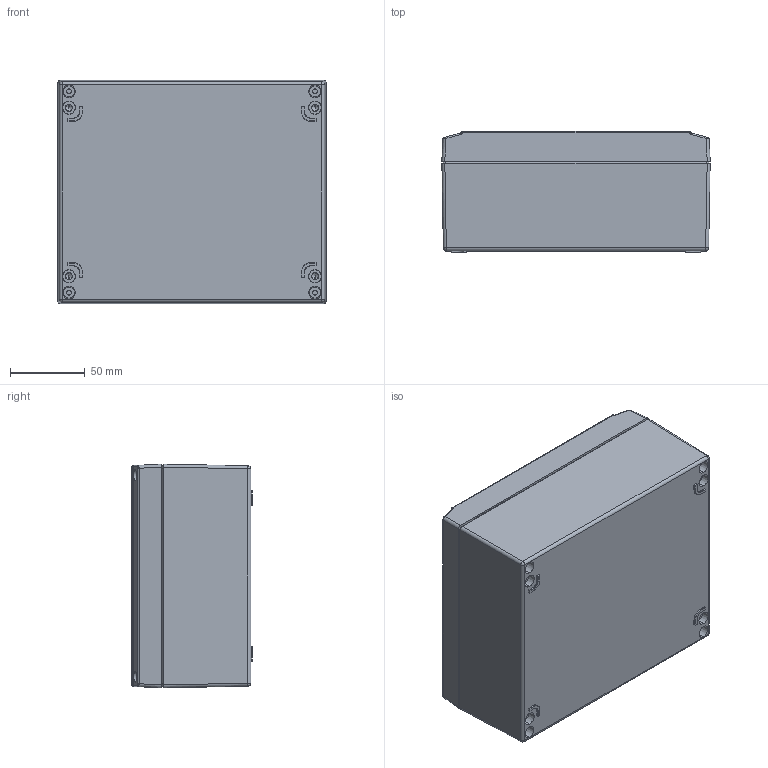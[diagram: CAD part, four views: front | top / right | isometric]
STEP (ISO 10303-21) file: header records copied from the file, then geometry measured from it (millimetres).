
FILE_DESCRIPTION (( 'STEP AP214' ), '1' );
FILE_NAME ('04151808.STEP', '2011-07-28T07:40:05', ( 'RS2PC427' ), ( '' ), 'SwSTEP 2.0', 'SolidWorks 2010', '' );
FILE_SCHEMA (( 'AUTOMOTIVE_DESIGN' ));
Length unit declared in the file: millimetre
Products named in the file (4): 01180_Bearbeitet; 02180; 93132; 04151808
Assembly tree (6 placements, depth 2):
  04151808
    93132  x4
    01180_Bearbeitet
    02180
Bounding box: 180 x 81 x 150 mm (x, y, z)
Volume: 413309.4 mm3; surface area: 219974.3 mm2
Topology: 6 solids, 6 shells, 1059 faces, 2476 edges, 1436 vertices
Faces by surface type: cylinder 286, bspline 248, plane 245, cone 184, torus 76, sphere 20
Entity records: 33029 total; most frequent: CARTESIAN_POINT 12513, ORIENTED_EDGE 4460, DIRECTION 3992, EDGE_CURVE 2230, AXIS2_PLACEMENT_3D 1567, VERTEX_POINT 1310, EDGE_LOOP 1054, ADVANCED_FACE 978
